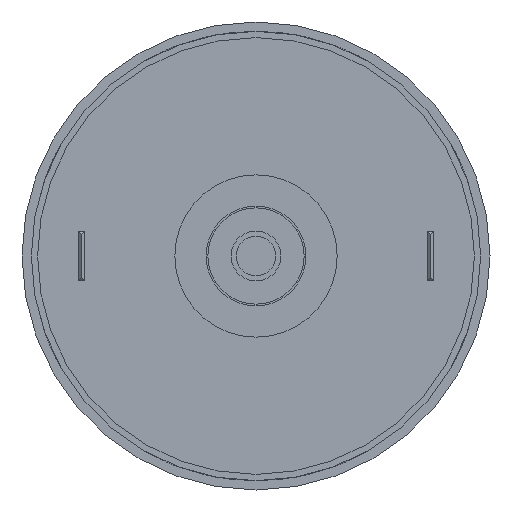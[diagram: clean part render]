
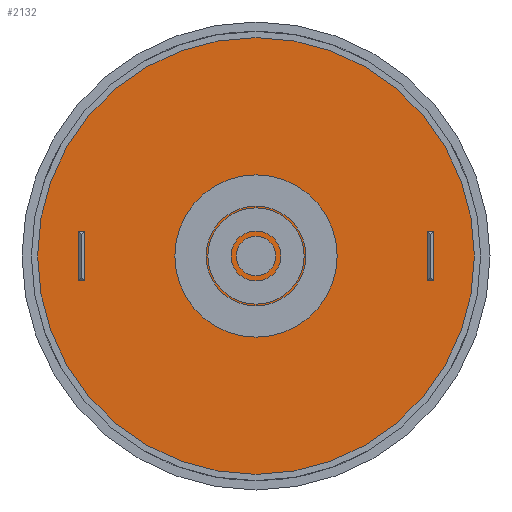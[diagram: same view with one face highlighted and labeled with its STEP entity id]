
A CAD part, front view. The second image highlights one B-rep face of the part: STEP entity #2132.
In plain terms, the highlighted planar face has unit normal (0, -1, 0).
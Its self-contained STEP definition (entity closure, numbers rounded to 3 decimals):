
#15 = PLANE ( 'NONE',  #3690 ) ;
#147 = AXIS2_PLACEMENT_3D ( 'NONE', #1007, #3222, #1607 ) ;
#226 = CARTESIAN_POINT ( 'NONE',  ( 0., 1., -17.5 ) ) ;
#231 = EDGE_CURVE ( 'NONE', #1336, #649, #1860, .T. ) ;
#360 = DIRECTION ( 'NONE',  ( 0., 0., -1. ) ) ;
#365 = CARTESIAN_POINT ( 'NONE',  ( 13.75, 1., 2. ) ) ;
#372 = CARTESIAN_POINT ( 'NONE',  ( 13.75, 1., -2. ) ) ;
#413 = EDGE_CURVE ( 'NONE', #3225, #2529, #3110, .T. ) ;
#481 = LINE ( 'NONE', #2126, #1474 ) ;
#486 = LINE ( 'NONE', #3200, #1633 ) ;
#506 = CARTESIAN_POINT ( 'NONE',  ( 13.75, 1., -2. ) ) ;
#565 = VECTOR ( 'NONE', #2162, 1000. ) ;
#590 = CARTESIAN_POINT ( 'NONE',  ( 14.25, 1., -2. ) ) ;
#649 = VERTEX_POINT ( 'NONE', #506 ) ;
#650 = DIRECTION ( 'NONE',  ( -1., 0., 0. ) ) ;
#658 = CARTESIAN_POINT ( 'NONE',  ( 0., 1., 0. ) ) ;
#692 = DIRECTION ( 'NONE',  ( 0., -1., 0. ) ) ;
#752 = CARTESIAN_POINT ( 'NONE',  ( -13.75, 1., -2. ) ) ;
#757 = VERTEX_POINT ( 'NONE', #2541 ) ;
#822 = EDGE_CURVE ( 'NONE', #2432, #3188, #1888, .T. ) ;
#827 = FACE_BOUND ( 'NONE', #2123, .T. ) ;
#829 = ORIENTED_EDGE ( 'NONE', *, *, #1673, .F. ) ;
#844 = ORIENTED_EDGE ( 'NONE', *, *, #3164, .F. ) ;
#866 = DIRECTION ( 'NONE',  ( 1., 0., 0. ) ) ;
#913 = VECTOR ( 'NONE', #1013, 1000. ) ;
#1007 = CARTESIAN_POINT ( 'NONE',  ( 0., 1., 0. ) ) ;
#1013 = DIRECTION ( 'NONE',  ( 0., 0., -1. ) ) ;
#1014 = ORIENTED_EDGE ( 'NONE', *, *, #3252, .F. ) ;
#1083 = FACE_BOUND ( 'NONE', #1740, .T. ) ;
#1222 = CARTESIAN_POINT ( 'NONE',  ( -14.25, 1., -2. ) ) ;
#1248 = VERTEX_POINT ( 'NONE', #1615 ) ;
#1336 = VERTEX_POINT ( 'NONE', #365 ) ;
#1370 = EDGE_CURVE ( 'NONE', #2348, #1336, #486, .T. ) ;
#1474 = VECTOR ( 'NONE', #866, 1000. ) ;
#1507 = CARTESIAN_POINT ( 'NONE',  ( -14.25, 1., -2. ) ) ;
#1570 = DIRECTION ( 'NONE',  ( 0., -1., 0. ) ) ;
#1607 = DIRECTION ( 'NONE',  ( 0., 0., -1. ) ) ;
#1615 = CARTESIAN_POINT ( 'NONE',  ( -13.75, 1., -2. ) ) ;
#1633 = VECTOR ( 'NONE', #650, 1000. ) ;
#1673 = EDGE_CURVE ( 'NONE', #649, #2000, #481, .T. ) ;
#1740 = EDGE_LOOP ( 'NONE', ( #4130, #1014, #829, #2453 ) ) ;
#1750 = EDGE_CURVE ( 'NONE', #3188, #2432, #3324, .T. ) ;
#1816 = LINE ( 'NONE', #3447, #565 ) ;
#1860 = LINE ( 'NONE', #372, #913 ) ;
#1888 = CIRCLE ( 'NONE', #147, 17.5 ) ;
#1910 = CARTESIAN_POINT ( 'NONE',  ( 0., 1., 0. ) ) ;
#1926 = FACE_OUTER_BOUND ( 'NONE', #2125, .T. ) ;
#1977 = LINE ( 'NONE', #3588, #3586 ) ;
#2000 = VERTEX_POINT ( 'NONE', #590 ) ;
#2123 = EDGE_LOOP ( 'NONE', ( #3513, #3871, #844, #4126 ) ) ;
#2125 = EDGE_LOOP ( 'NONE', ( #3025, #3301 ) ) ;
#2126 = CARTESIAN_POINT ( 'NONE',  ( 13.75, 1., -2. ) ) ;
#2132 = ADVANCED_FACE ( 'NONE', ( #827, #1926, #1083 ), #15, .T. ) ;
#2162 = DIRECTION ( 'NONE',  ( 1., 0., 0. ) ) ;
#2215 = DIRECTION ( 'NONE',  ( 0., 0., 1. ) ) ;
#2305 = EDGE_CURVE ( 'NONE', #757, #3225, #1977, .T. ) ;
#2348 = VERTEX_POINT ( 'NONE', #2410 ) ;
#2410 = CARTESIAN_POINT ( 'NONE',  ( 14.25, 1., 2. ) ) ;
#2432 = VERTEX_POINT ( 'NONE', #3321 ) ;
#2453 = ORIENTED_EDGE ( 'NONE', *, *, #231, .F. ) ;
#2502 = CARTESIAN_POINT ( 'NONE',  ( -14.25, 1., 2. ) ) ;
#2529 = VERTEX_POINT ( 'NONE', #1507 ) ;
#2541 = CARTESIAN_POINT ( 'NONE',  ( -13.75, 1., 2. ) ) ;
#2682 = LINE ( 'NONE', #2850, #3751 ) ;
#2699 = DIRECTION ( 'NONE',  ( 0., 0., 1. ) ) ;
#2850 = CARTESIAN_POINT ( 'NONE',  ( 14.25, 1., -2. ) ) ;
#2946 = DIRECTION ( 'NONE',  ( -1., 0., 0. ) ) ;
#3025 = ORIENTED_EDGE ( 'NONE', *, *, #1750, .T. ) ;
#3110 = LINE ( 'NONE', #1222, #3466 ) ;
#3151 = DIRECTION ( 'NONE',  ( 0., 0., -1. ) ) ;
#3164 = EDGE_CURVE ( 'NONE', #2529, #1248, #1816, .T. ) ;
#3188 = VERTEX_POINT ( 'NONE', #226 ) ;
#3200 = CARTESIAN_POINT ( 'NONE',  ( 13.75, 1., 2. ) ) ;
#3222 = DIRECTION ( 'NONE',  ( 0., -1., 0. ) ) ;
#3225 = VERTEX_POINT ( 'NONE', #2502 ) ;
#3252 = EDGE_CURVE ( 'NONE', #2000, #2348, #2682, .T. ) ;
#3301 = ORIENTED_EDGE ( 'NONE', *, *, #822, .T. ) ;
#3321 = CARTESIAN_POINT ( 'NONE',  ( 0., 1., 17.5 ) ) ;
#3324 = CIRCLE ( 'NONE', #4089, 17.5 ) ;
#3332 = VECTOR ( 'NONE', #2699, 1000. ) ;
#3447 = CARTESIAN_POINT ( 'NONE',  ( -14.25, 1., -2. ) ) ;
#3466 = VECTOR ( 'NONE', #3151, 1000. ) ;
#3513 = ORIENTED_EDGE ( 'NONE', *, *, #2305, .F. ) ;
#3586 = VECTOR ( 'NONE', #2946, 1000. ) ;
#3588 = CARTESIAN_POINT ( 'NONE',  ( -14.25, 1., 2. ) ) ;
#3690 = AXIS2_PLACEMENT_3D ( 'NONE', #658, #692, #360 ) ;
#3751 = VECTOR ( 'NONE', #2215, 1000. ) ;
#3871 = ORIENTED_EDGE ( 'NONE', *, *, #4162, .F. ) ;
#3907 = LINE ( 'NONE', #752, #3332 ) ;
#4089 = AXIS2_PLACEMENT_3D ( 'NONE', #1910, #1570, #4138 ) ;
#4126 = ORIENTED_EDGE ( 'NONE', *, *, #413, .F. ) ;
#4130 = ORIENTED_EDGE ( 'NONE', *, *, #1370, .F. ) ;
#4138 = DIRECTION ( 'NONE',  ( 0., 0., -1. ) ) ;
#4162 = EDGE_CURVE ( 'NONE', #1248, #757, #3907, .T. ) ;
